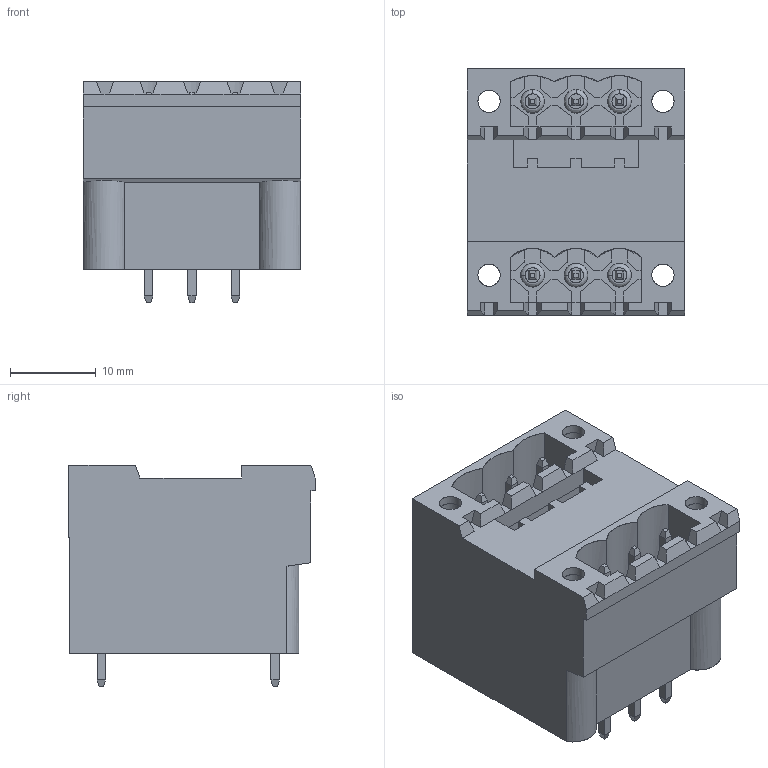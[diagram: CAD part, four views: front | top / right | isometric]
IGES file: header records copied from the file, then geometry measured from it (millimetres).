
Start section: C
Global section: file name: 691334500006.igs; native system:  By UGS Corp.; preprocessor: XPlus GENERIC/IGES 3.0; author: Author; organization: Title; date: 20130409.101914; units: millimetre
Bounding box: 25.4 x 28.8 x 25.9 mm (x, y, z)
Surface area: 11849.4 mm2 (no closed solid volume)
Topology: 0 solids, 0 shells, 574 faces, 3132 edges, 3132 vertices
Faces by surface type: bspline 574
